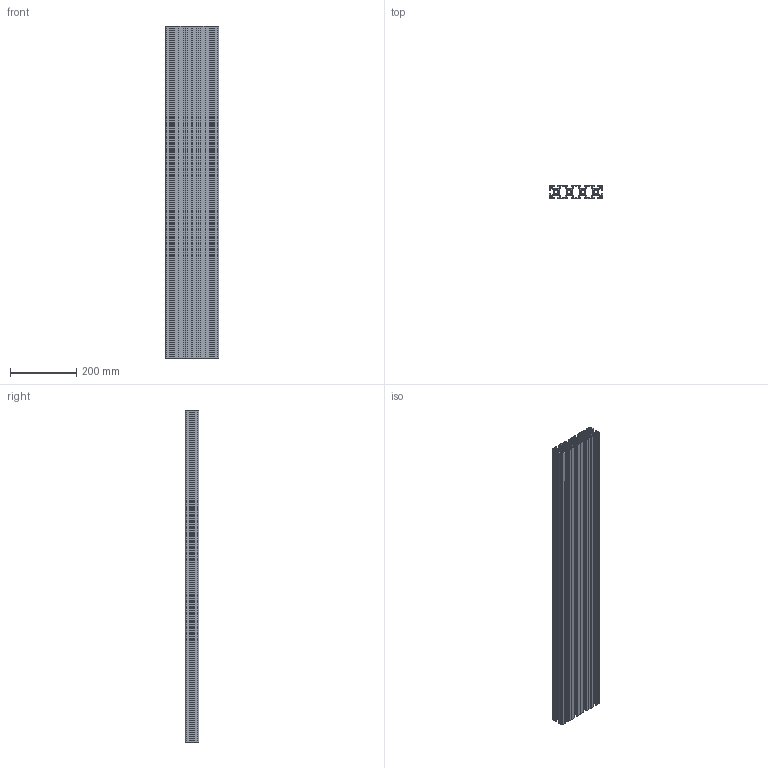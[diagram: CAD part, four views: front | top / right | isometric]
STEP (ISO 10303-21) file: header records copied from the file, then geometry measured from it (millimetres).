
FILE_DESCRIPTION (( 'STEP AP214' ), '1' );
FILE_NAME ('4416 Êîíñòðóêöèîííûé ïðîôèëü 40õ160.STEP', '2014-12-19T09:31:10', ( 'XTreme.ws' ), ( 'XTreme.ws' ), 'SwSTEP 2.0', 'SolidWorks 2014', '' );
FILE_SCHEMA (( 'AUTOMOTIVE_DESIGN' ));
Length unit declared in the file: millimetre
Products named in the file (2): 4416 Êîíñòðóêöèîííûé ïðîôèëü 40õ160
Bounding box: 160 x 40 x 1000 mm (x, y, z)
Volume: 1719983.2 mm3; surface area: 1519798.1 mm2
Topology: 1 solids, 1 shells, 890 faces, 2664 edges, 1776 vertices
Faces by surface type: plane 460, cylinder 430
Entity records: 30281 total; most frequent: CARTESIAN_POINT 5332, ORIENTED_EDGE 5328, DIRECTION 5308, EDGE_CURVE 2664, LINE 1804, VECTOR 1804, VERTEX_POINT 1776, AXIS2_PLACEMENT_3D 1752
